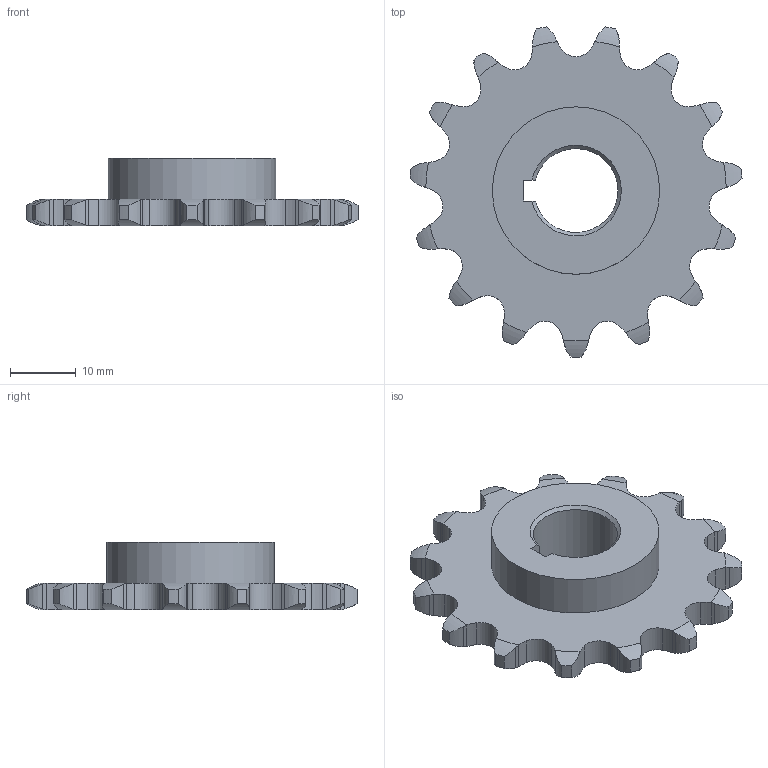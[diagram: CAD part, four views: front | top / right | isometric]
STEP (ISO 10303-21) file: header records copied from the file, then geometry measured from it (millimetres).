
FILE_DESCRIPTION(/* description */ (''),/* implementation_level */ '2;1');
FILE_NAME(/* name */ 'fc17-011_Sprocket.ipt.step',/* time_stamp */ '2017-01-05T11:42:23-08:00',/* author */ ('PhillipD'),/* organization */ (''),/* preprocessor_version */ 'ST-DEVELOPER v16.5',/* originating_system */ 'Autodesk Inventor 2017',/* authorisation */ '');
FILE_SCHEMA (('AUTOMOTIVE_DESIGN { 1 0 10303 214 3 1 1 }'));
Length unit declared in the file: inch
Products named in the file (1): fc17-011
Bounding box: 50.39 x 50.12 x 10.29 mm (x, y, z)
Volume: 8173 mm3; surface area: 4655 mm2
Topology: 1 solids, 1 shells, 160 faces, 471 edges, 314 vertices
Faces by surface type: cylinder 92, plane 36, torus 30, cone 2
Full cylindrical faces by diameter (mm): 25.4 x1
Entity records: 5714 total; most frequent: CARTESIAN_POINT 1253, DIRECTION 1012, ORIENTED_EDGE 940, EDGE_CURVE 470, AXIS2_PLACEMENT_3D 441, VERTEX_POINT 314, CIRCLE 220, EDGE_LOOP 164
